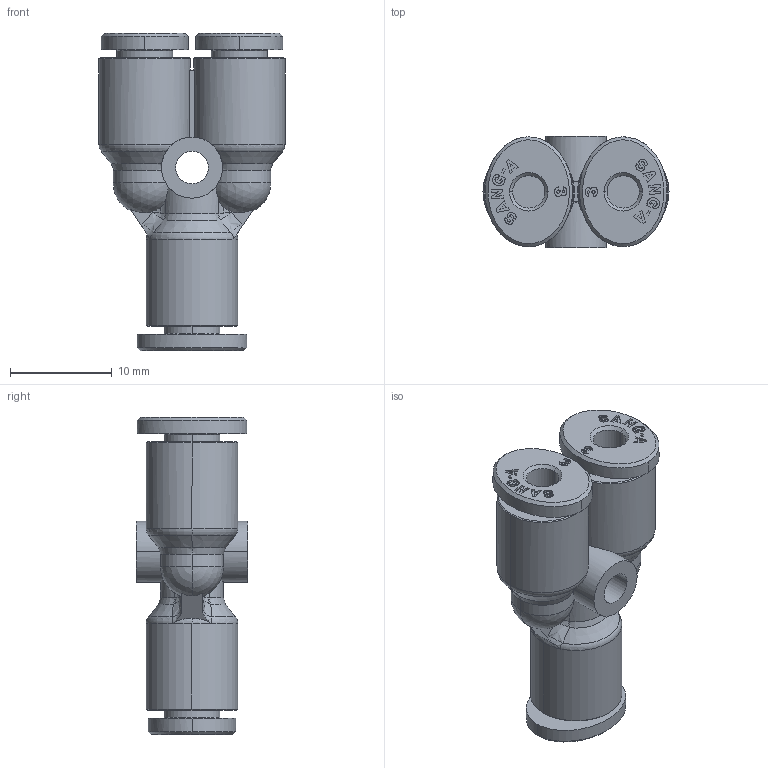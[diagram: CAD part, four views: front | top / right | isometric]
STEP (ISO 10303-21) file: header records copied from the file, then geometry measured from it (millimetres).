
FILE_DESCRIPTION((''),'2;1');
FILE_NAME('GPY 03(3D).stp','2012-12-26T19:08:18',(''),(''),'Mechanical Desktop.R8.0.24.0','Mechanical Desktop.R8.0.24.0',', , ');
FILE_SCHEMA(('CONFIG_CONTROL_DESIGN'));
Length unit declared in the file: millimetre
Products named in the file (2): GPY 03(3D); 睡ヶ1
Assembly tree (1 placements, depth 2):
  GPY 03(3D)
    睡ヶ1
Bounding box: 18.3 x 11 x 31.2 mm (x, y, z)
Volume: 2452.5 mm3; surface area: 2377.4 mm2
Topology: 1 solids, 1 shells, 759 faces, 2136 edges, 1407 vertices
Faces by surface type: plane 554, bspline 109, cylinder 62, cone 24, torus 6, sphere 4
Entity records: 28361 total; most frequent: CARTESIAN_POINT 8974, ORIENTED_EDGE 4256, DIRECTION 3662, EDGE_CURVE 2128, VECTOR 1688, LINE 1688, VERTEX_POINT 1407, AXIS2_PLACEMENT_3D 987
